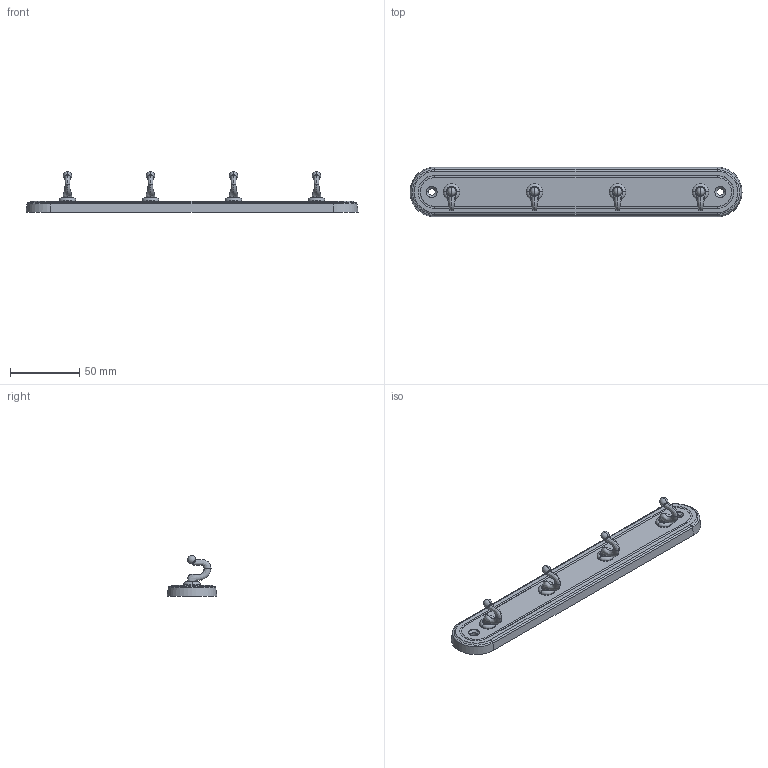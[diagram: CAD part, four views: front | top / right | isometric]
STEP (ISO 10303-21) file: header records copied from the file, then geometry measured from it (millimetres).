
FILE_DESCRIPTION(('Creo Elements/Direct Modeling STEP Export'),'2;1');
FILE_NAME('0464.stp','2018-12-12T10:30:02',(''),(''),'Creo Elements/Direct Modeling STEP processor for AP214 (Solid Model)','Creo Elements/Direct Modeling 20.0 12-Nov-2016 (C) Parametric Technology GmbH','');
FILE_SCHEMA(('AUTOMOTIVE_DESIGN { 1 0 10303 214 1 1 1 1 }'));
Length unit declared in the file: millimetre
Products named in the file (1): 0464
Bounding box: 240 x 36 x 29.5 mm (x, y, z)
Volume: 66669.8 mm3; surface area: 22660.4 mm2
Topology: 1 solids, 1 shells, 83 faces, 192 edges, 112 vertices
Faces by surface type: bspline 24, cylinder 22, torus 14, plane 9, sphere 8, cone 6
Entity records: 80707 total; most frequent: CARTESIAN_POINT 79071, ORIENTED_EDGE 368, DIRECTION 282, EDGE_CURVE 184, AXIS2_PLACEMENT_3D 123, VERTEX_POINT 112, EDGE_LOOP 96, FACE_OUTER_BOUND 83
